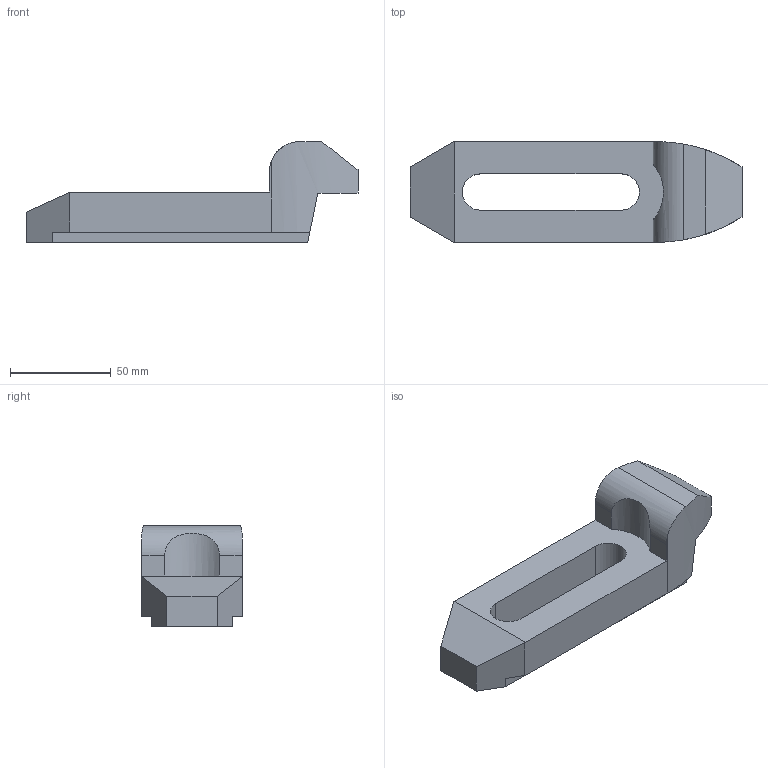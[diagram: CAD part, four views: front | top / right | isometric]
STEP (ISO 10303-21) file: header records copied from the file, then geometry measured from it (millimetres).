
FILE_DESCRIPTION (( 'STEP AP203' ), '1' );
FILE_NAME ('bj151-16165.STEP', '2021-10-24T23:46:23', ( '' ), ( '' ), 'SwSTEP 2.0', 'SolidWorks 2020', '' );
FILE_SCHEMA (( 'CONFIG_CONTROL_DESIGN' ));
Length unit declared in the file: millimetre
Products named in the file (1): bj151-16165
Bounding box: 165 x 50 x 50 mm (x, y, z)
Volume: 161672.2 mm3; surface area: 28966.2 mm2
Topology: 1 solids, 1 shells, 28 faces, 78 edges, 52 vertices
Faces by surface type: plane 21, cylinder 7
Entity records: 1061 total; most frequent: CARTESIAN_POINT 260, ORIENTED_EDGE 156, DIRECTION 144, EDGE_CURVE 78, LINE 56, VECTOR 56, VERTEX_POINT 52, AXIS2_PLACEMENT_3D 44
